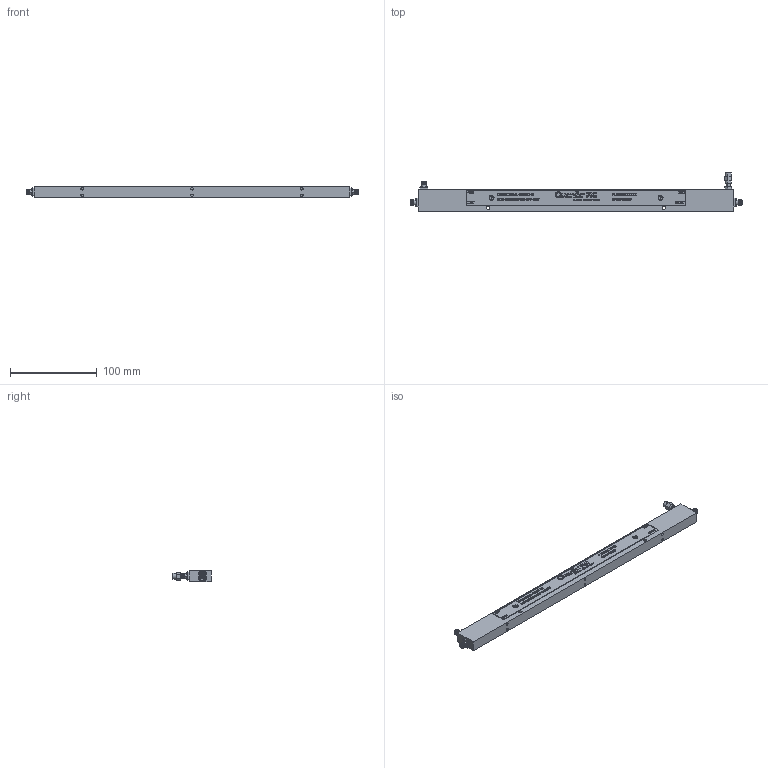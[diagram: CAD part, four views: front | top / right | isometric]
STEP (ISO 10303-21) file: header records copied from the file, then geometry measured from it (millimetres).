
FILE_DESCRIPTION (( 'STEP AP214' ), '1' );
FILE_NAME ('PDC-0R1G18G-10C-SFF-50W.STEP', '2024-04-23T18:33:17', ( '' ), ( '' ), 'SwSTEP 2.0', 'SolidWorks 2023', '' );
FILE_SCHEMA (( 'AUTOMOTIVE_DESIGN' ));
Length unit declared in the file: inch
Products named in the file (1): PDC-0R1G18G-10C-SFF-50W
Bounding box: 383.69 x 44.4 x 12.88 mm (x, y, z)
Surface area: 35474.2 mm2 (no closed solid volume)
Topology: 0 solids, 31 shells, 550 faces, 2781 edges, 2413 vertices
Faces by surface type: plane 292, cylinder 164, cone 34, torus 30, sphere 24, bspline 6
Entity records: 43505 total; most frequent: CARTESIAN_POINT 14542, ORIENTED_EDGE 4915, DIRECTION 3813, EDGE_CURVE 2781, VERTEX_POINT 2413, VECTOR 1319, LINE 1319, AXIS2_PLACEMENT_3D 1247
